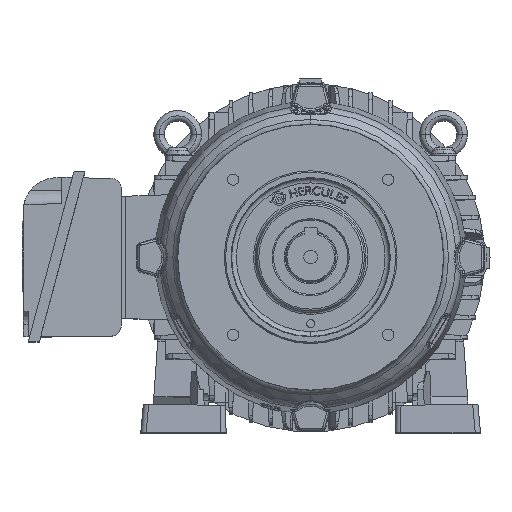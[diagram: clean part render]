
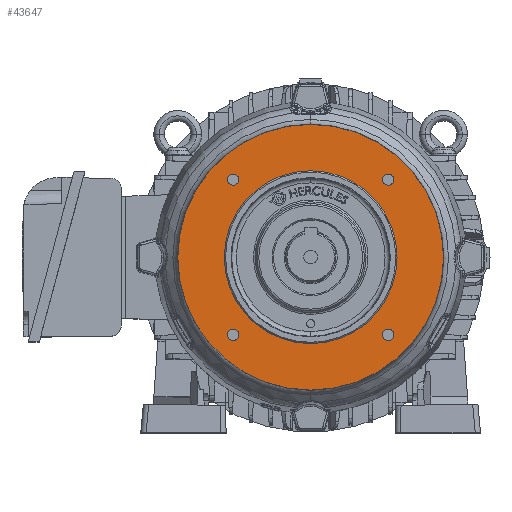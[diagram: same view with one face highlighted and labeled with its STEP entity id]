
A CAD part, top view. The second image highlights one B-rep face of the part: STEP entity #43647.
In plain terms, the highlighted planar face has unit normal (0, 0, 1).
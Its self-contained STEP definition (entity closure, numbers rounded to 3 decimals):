
#214 = EDGE_LOOP ( 'NONE', ( #49759, #18587 ) ) ;
#339 = FACE_BOUND ( 'NONE', #76350, .T. ) ;
#604 = EDGE_LOOP ( 'NONE', ( #23348, #42644 ) ) ;
#843 = DIRECTION ( 'NONE',  ( 1., 0., 0. ) ) ;
#1373 = AXIS2_PLACEMENT_3D ( 'NONE', #28125, #39560, #69903 ) ;
#1581 = VERTEX_POINT ( 'NONE', #62043 ) ;
#2561 = AXIS2_PLACEMENT_3D ( 'NONE', #8812, #64205, #2683 ) ;
#2683 = DIRECTION ( 'NONE',  ( 1., 0., 0. ) ) ;
#5415 = CARTESIAN_POINT ( 'NONE',  ( -65., 0., 62.5 ) ) ;
#5657 = VERTEX_POINT ( 'NONE', #32199 ) ;
#6492 = CIRCLE ( 'NONE', #36580, 4.25 ) ;
#8450 = DIRECTION ( 'NONE',  ( -1., 0., 0. ) ) ;
#8812 = CARTESIAN_POINT ( 'NONE',  ( 58.336, -58.336, 62.5 ) ) ;
#8923 = CIRCLE ( 'NONE', #2561, 4.25 ) ;
#10625 = EDGE_CURVE ( 'NONE', #14149, #34363, #41926, .T. ) ;
#10755 = CARTESIAN_POINT ( 'NONE',  ( 0., 0., 62.5 ) ) ;
#10887 = EDGE_CURVE ( 'NONE', #28906, #52821, #72064, .T. ) ;
#13182 = DIRECTION ( 'NONE',  ( 0., 0., 1. ) ) ;
#13301 = EDGE_CURVE ( 'NONE', #80957, #41128, #18670, .T. ) ;
#14149 = VERTEX_POINT ( 'NONE', #38613 ) ;
#14336 = CARTESIAN_POINT ( 'NONE',  ( -58.336, 58.336, 62.5 ) ) ;
#14652 = CARTESIAN_POINT ( 'NONE',  ( 0., 0., 62.5 ) ) ;
#15418 = DIRECTION ( 'NONE',  ( -1., 0., 0. ) ) ;
#17435 = DIRECTION ( 'NONE',  ( 0., 0., 1. ) ) ;
#18073 = ORIENTED_EDGE ( 'NONE', *, *, #10887, .F. ) ;
#18587 = ORIENTED_EDGE ( 'NONE', *, *, #56232, .F. ) ;
#18670 = CIRCLE ( 'NONE', #64476, 99.97 ) ;
#19247 = FACE_BOUND ( 'NONE', #43150, .T. ) ;
#19763 = CARTESIAN_POINT ( 'NONE',  ( -58.336, 58.336, 62.5 ) ) ;
#22776 = CARTESIAN_POINT ( 'NONE',  ( 0., 99.97, 62.5 ) ) ;
#23348 = ORIENTED_EDGE ( 'NONE', *, *, #80453, .F. ) ;
#24998 = FACE_BOUND ( 'NONE', #25085, .T. ) ;
#25085 = EDGE_LOOP ( 'NONE', ( #61092, #55566 ) ) ;
#25994 = EDGE_LOOP ( 'NONE', ( #43345, #44243 ) ) ;
#26306 = AXIS2_PLACEMENT_3D ( 'NONE', #19763, #13182, #843 ) ;
#26360 = ORIENTED_EDGE ( 'NONE', *, *, #78137, .F. ) ;
#27528 = CARTESIAN_POINT ( 'NONE',  ( 62.586, -58.336, 62.5 ) ) ;
#28125 = CARTESIAN_POINT ( 'NONE',  ( -58.336, -58.336, 62.5 ) ) ;
#28906 = VERTEX_POINT ( 'NONE', #44258 ) ;
#29661 = DIRECTION ( 'NONE',  ( 0., 0., 1. ) ) ;
#31362 = EDGE_CURVE ( 'NONE', #5657, #72426, #80677, .T. ) ;
#31670 = CIRCLE ( 'NONE', #35562, 4.25 ) ;
#32199 = CARTESIAN_POINT ( 'NONE',  ( 65., 0., 62.5 ) ) ;
#32433 = CARTESIAN_POINT ( 'NONE',  ( 62.586, 58.336, 62.5 ) ) ;
#33255 = CIRCLE ( 'NONE', #46280, 65. ) ;
#33476 = AXIS2_PLACEMENT_3D ( 'NONE', #47850, #77760, #78152 ) ;
#33759 = DIRECTION ( 'NONE',  ( 1., 0., 0. ) ) ;
#33876 = DIRECTION ( 'NONE',  ( 1., 0., 0. ) ) ;
#34363 = VERTEX_POINT ( 'NONE', #27528 ) ;
#35562 = AXIS2_PLACEMENT_3D ( 'NONE', #75314, #38442, #62226 ) ;
#36083 = VERTEX_POINT ( 'NONE', #78988 ) ;
#36580 = AXIS2_PLACEMENT_3D ( 'NONE', #14336, #51640, #52031 ) ;
#38011 = EDGE_CURVE ( 'NONE', #36083, #74424, #44575, .T. ) ;
#38065 = DIRECTION ( 'NONE',  ( 0., 0., -1. ) ) ;
#38442 = DIRECTION ( 'NONE',  ( 0., 0., 1. ) ) ;
#38613 = CARTESIAN_POINT ( 'NONE',  ( 54.086, -58.336, 62.5 ) ) ;
#39071 = CIRCLE ( 'NONE', #45633, 4.25 ) ;
#39482 = CARTESIAN_POINT ( 'NONE',  ( 58.336, -58.336, 62.5 ) ) ;
#39560 = DIRECTION ( 'NONE',  ( 0., 0., 1. ) ) ;
#40614 = CIRCLE ( 'NONE', #66770, 99.97 ) ;
#41128 = VERTEX_POINT ( 'NONE', #68681 ) ;
#41597 = DIRECTION ( 'NONE',  ( 0., 0., 1. ) ) ;
#41926 = CIRCLE ( 'NONE', #75951, 4.25 ) ;
#42406 = DIRECTION ( 'NONE',  ( 1., 0., 0. ) ) ;
#42644 = ORIENTED_EDGE ( 'NONE', *, *, #38011, .F. ) ;
#43150 = EDGE_LOOP ( 'NONE', ( #80586, #79492 ) ) ;
#43345 = ORIENTED_EDGE ( 'NONE', *, *, #68379, .F. ) ;
#43647 = ADVANCED_FACE ( 'NONE', ( #56513, #339, #75340, #24998, #19247, #69210 ), #75736, .F. ) ;
#44171 = EDGE_CURVE ( 'NONE', #72426, #5657, #33255, .T. ) ;
#44243 = ORIENTED_EDGE ( 'NONE', *, *, #13301, .F. ) ;
#44258 = CARTESIAN_POINT ( 'NONE',  ( -62.586, 58.336, 62.5 ) ) ;
#44575 = CIRCLE ( 'NONE', #1373, 4.25 ) ;
#45633 = AXIS2_PLACEMENT_3D ( 'NONE', #73548, #17435, #42406 ) ;
#46165 = CARTESIAN_POINT ( 'NONE',  ( 58.336, 58.336, 62.5 ) ) ;
#46280 = AXIS2_PLACEMENT_3D ( 'NONE', #10755, #29661, #80760 ) ;
#46969 = AXIS2_PLACEMENT_3D ( 'NONE', #46165, #41597, #33876 ) ;
#47850 = CARTESIAN_POINT ( 'NONE',  ( 0., 0., 62.5 ) ) ;
#49759 = ORIENTED_EDGE ( 'NONE', *, *, #66529, .F. ) ;
#49970 = CARTESIAN_POINT ( 'NONE',  ( 0., 0., 62.5 ) ) ;
#51640 = DIRECTION ( 'NONE',  ( 0., 0., 1. ) ) ;
#52031 = DIRECTION ( 'NONE',  ( 1., 0., 0. ) ) ;
#52821 = VERTEX_POINT ( 'NONE', #78389 ) ;
#53990 = CARTESIAN_POINT ( 'NONE',  ( -54.086, -58.336, 62.5 ) ) ;
#55566 = ORIENTED_EDGE ( 'NONE', *, *, #10625, .F. ) ;
#56232 = EDGE_CURVE ( 'NONE', #1581, #61260, #80902, .T. ) ;
#56513 = FACE_BOUND ( 'NONE', #214, .T. ) ;
#56905 = DIRECTION ( 'NONE',  ( -1., 0., 0. ) ) ;
#61092 = ORIENTED_EDGE ( 'NONE', *, *, #66360, .F. ) ;
#61260 = VERTEX_POINT ( 'NONE', #32433 ) ;
#62043 = CARTESIAN_POINT ( 'NONE',  ( 54.086, 58.336, 62.5 ) ) ;
#62226 = DIRECTION ( 'NONE',  ( 1., 0., 0. ) ) ;
#64205 = DIRECTION ( 'NONE',  ( 0., 0., 1. ) ) ;
#64476 = AXIS2_PLACEMENT_3D ( 'NONE', #14652, #76492, #8450 ) ;
#65019 = DIRECTION ( 'NONE',  ( 0., 0., -1. ) ) ;
#65898 = AXIS2_PLACEMENT_3D ( 'NONE', #49970, #38065, #56905 ) ;
#66360 = EDGE_CURVE ( 'NONE', #34363, #14149, #8923, .T. ) ;
#66529 = EDGE_CURVE ( 'NONE', #61260, #1581, #39071, .T. ) ;
#66770 = AXIS2_PLACEMENT_3D ( 'NONE', #69950, #65019, #15418 ) ;
#68379 = EDGE_CURVE ( 'NONE', #41128, #80957, #40614, .T. ) ;
#68681 = CARTESIAN_POINT ( 'NONE',  ( 0., -99.97, 62.5 ) ) ;
#69210 = FACE_OUTER_BOUND ( 'NONE', #25994, .T. ) ;
#69903 = DIRECTION ( 'NONE',  ( 1., 0., 0. ) ) ;
#69950 = CARTESIAN_POINT ( 'NONE',  ( 0., 0., 62.5 ) ) ;
#71429 = DIRECTION ( 'NONE',  ( 0., 0., 1. ) ) ;
#72064 = CIRCLE ( 'NONE', #26306, 4.25 ) ;
#72426 = VERTEX_POINT ( 'NONE', #5415 ) ;
#73548 = CARTESIAN_POINT ( 'NONE',  ( 58.336, 58.336, 62.5 ) ) ;
#74424 = VERTEX_POINT ( 'NONE', #53990 ) ;
#75314 = CARTESIAN_POINT ( 'NONE',  ( -58.336, -58.336, 62.5 ) ) ;
#75340 = FACE_BOUND ( 'NONE', #604, .T. ) ;
#75736 = PLANE ( 'NONE',  #65898 ) ;
#75951 = AXIS2_PLACEMENT_3D ( 'NONE', #39482, #71429, #33759 ) ;
#76350 = EDGE_LOOP ( 'NONE', ( #26360, #18073 ) ) ;
#76492 = DIRECTION ( 'NONE',  ( 0., 0., -1. ) ) ;
#77760 = DIRECTION ( 'NONE',  ( 0., 0., 1. ) ) ;
#78137 = EDGE_CURVE ( 'NONE', #52821, #28906, #6492, .T. ) ;
#78152 = DIRECTION ( 'NONE',  ( 1., 0., 0. ) ) ;
#78389 = CARTESIAN_POINT ( 'NONE',  ( -54.086, 58.336, 62.5 ) ) ;
#78988 = CARTESIAN_POINT ( 'NONE',  ( -62.586, -58.336, 62.5 ) ) ;
#79492 = ORIENTED_EDGE ( 'NONE', *, *, #44171, .F. ) ;
#80453 = EDGE_CURVE ( 'NONE', #74424, #36083, #31670, .T. ) ;
#80586 = ORIENTED_EDGE ( 'NONE', *, *, #31362, .F. ) ;
#80677 = CIRCLE ( 'NONE', #33476, 65. ) ;
#80760 = DIRECTION ( 'NONE',  ( 1., 0., 0. ) ) ;
#80902 = CIRCLE ( 'NONE', #46969, 4.25 ) ;
#80957 = VERTEX_POINT ( 'NONE', #22776 ) ;
